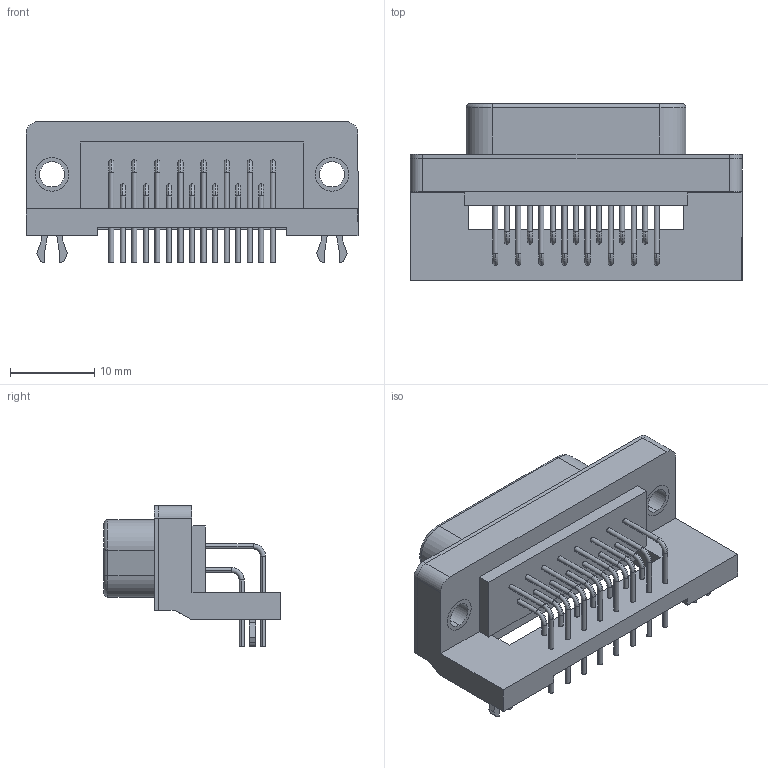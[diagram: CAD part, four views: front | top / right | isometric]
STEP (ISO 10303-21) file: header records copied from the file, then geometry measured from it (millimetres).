
FILE_DESCRIPTION((''),'2;1');
FILE_NAME('HARTING_09 65 262 6812.stp','2013-07-17T15:52:59',(''),(''),'Mechanical Desktop 2011','Mechanical Desktop 2011',', , ');
FILE_SCHEMA(('AUTOMOTIVE_DESIGN { 1 2 10303 214 1 1 1 1 }'));
Length unit declared in the file: millimetre
Products named in the file (1): Product
Bounding box: 39.5 x 21 x 16.8 mm (x, y, z)
Volume: 3675.9 mm3; surface area: 5148.5 mm2
Topology: 54 solids, 54 shells, 355 faces, 762 edges, 482 vertices
Faces by surface type: cylinder 156, plane 150, torus 34, sphere 15
Entity records: 9582 total; most frequent: DIRECTION 1846, CARTESIAN_POINT 1570, ORIENTED_EDGE 1464, AXIS2_PLACEMENT_3D 758, EDGE_CURVE 732, VERTEX_POINT 482, CIRCLE 402, EDGE_LOOP 368
